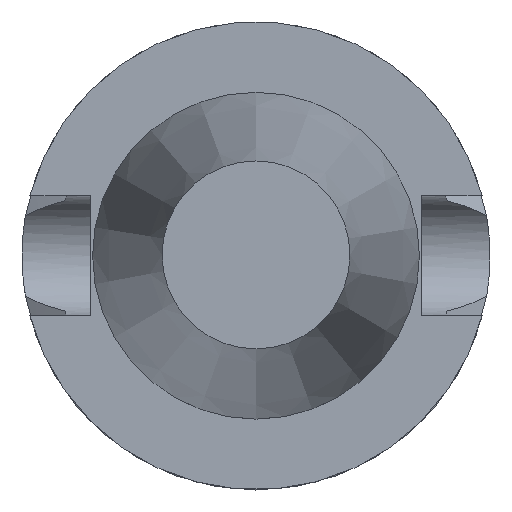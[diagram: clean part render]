
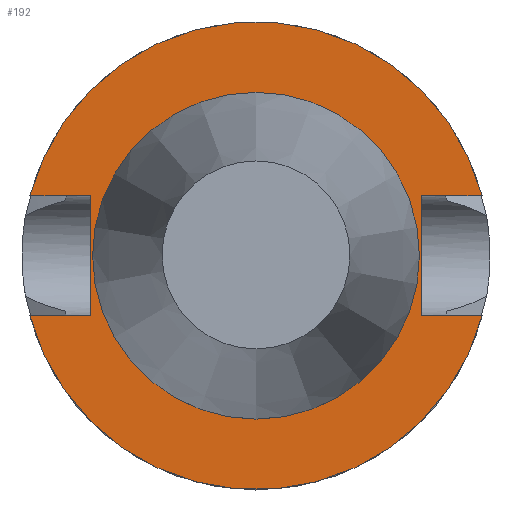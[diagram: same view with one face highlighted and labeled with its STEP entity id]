
A CAD part, top view. The second image highlights one B-rep face of the part: STEP entity #192.
In plain terms, the highlighted planar face has unit normal (0, 0, 1).
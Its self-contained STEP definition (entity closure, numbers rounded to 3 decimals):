
#130=EDGE_CURVE('240[2]',#377,#377,#378,.T.);
#147=EDGE_CURVE('240[2]',#405,#406,#407,.T.);
#160=EDGE_CURVE('240[2]',#427,#395,#428,.T.);
#162=EDGE_CURVE('240[2]',#406,#430,#431,.T.);
#192=ADVANCED_FACE('240[2]',(#474,#475),#476,.T.);
#210=EDGE_CURVE('240[2]',#502,#503,#504,.T.);
#237=EDGE_CURVE('240[2]',#395,#530,#543,.T.);
#248=EDGE_CURVE('240[2]',#503,#427,#557,.T.);
#273=EDGE_CURVE('240[2]',#430,#502,#587,.T.);
#277=EDGE_CURVE('240[2]',#530,#405,#591,.T.);
#377=VERTEX_POINT('',#715);
#378=CIRCLE('',#716,34.925);
#395=VERTEX_POINT('',#805);
#405=VERTEX_POINT('',#819);
#406=VERTEX_POINT('',#820);
#407=LINE('',#821,#822);
#427=VERTEX_POINT('',#846);
#428=LINE('',#847,#848);
#430=VERTEX_POINT('',#851);
#431=LINE('',#852,#853);
#474=FACE_OUTER_BOUND('',#936,.T.);
#475=FACE_BOUND('',#937,.T.);
#476=PLANE('',#938);
#502=VERTEX_POINT('',#973);
#503=VERTEX_POINT('',#974);
#504=LINE('',#975,#976);
#530=VERTEX_POINT('',#1019);
#543=CIRCLE('',#1048,50.0);
#557=LINE('',#1085,#1086);
#587=CIRCLE('',#1148,50.0);
#591=LINE('',#1155,#1156);
#715=CARTESIAN_POINT('',(0.,34.925,-1.5));
#716=AXIS2_PLACEMENT_3D('',#1421,#1422,#1423);
#805=CARTESIAN_POINT('',(48.321,12.85,-1.5));
#819=CARTESIAN_POINT('',(-35.4,12.85,-1.5));
#820=CARTESIAN_POINT('',(-35.4,-12.85,-1.5));
#821=CARTESIAN_POINT('',(-35.4,14.806,-1.5));
#822=VECTOR('',#1438,1.0);
#846=CARTESIAN_POINT('',(35.4,12.85,-1.5));
#847=CARTESIAN_POINT('',(17.7,12.85,-1.5));
#848=VECTOR('',#1457,1.0);
#851=CARTESIAN_POINT('',(-48.321,-12.85,-1.5));
#852=CARTESIAN_POINT('',(-17.7,-12.85,-1.5));
#853=VECTOR('',#1458,1.0);
#936=EDGE_LOOP('',(#1513,#1514,#1515,#1516,#1517,#1518,#1519,#1520));
#937=EDGE_LOOP('',(#1521));
#938=AXIS2_PLACEMENT_3D('',#1522,#1523,#1524);
#973=CARTESIAN_POINT('',(48.321,-12.85,-1.5));
#974=CARTESIAN_POINT('',(35.4,-12.85,-1.5));
#975=CARTESIAN_POINT('',(17.7,-12.85,-1.5));
#976=VECTOR('',#1554,1.0);
#1019=CARTESIAN_POINT('',(-48.321,12.85,-1.5));
#1048=AXIS2_PLACEMENT_3D('',#1600,#1601,#1602);
#1085=CARTESIAN_POINT('',(35.4,21.231,-1.5));
#1086=VECTOR('',#1615,1.0);
#1148=AXIS2_PLACEMENT_3D('',#1655,#1656,#1657);
#1155=CARTESIAN_POINT('',(-17.7,12.85,-1.5));
#1156=VECTOR('',#1659,1.0);
#1421=CARTESIAN_POINT('',(0.,0.,-1.5));
#1422=DIRECTION('',(0.,0.,1.0));
#1423=DIRECTION('',(0.,1.0,0.));
#1438=DIRECTION('',(0.0,-1.0,0.));
#1457=DIRECTION('',(1.0,0.0,0.));
#1458=DIRECTION('',(-1.0,0.0,0.));
#1513=ORIENTED_EDGE('',*,*,#162,.T.);
#1514=ORIENTED_EDGE('',*,*,#273,.T.);
#1515=ORIENTED_EDGE('',*,*,#210,.T.);
#1516=ORIENTED_EDGE('',*,*,#248,.T.);
#1517=ORIENTED_EDGE('',*,*,#160,.T.);
#1518=ORIENTED_EDGE('',*,*,#237,.T.);
#1519=ORIENTED_EDGE('',*,*,#277,.T.);
#1520=ORIENTED_EDGE('',*,*,#147,.T.);
#1521=ORIENTED_EDGE('',*,*,#130,.F.);
#1522=CARTESIAN_POINT('',(0.,42.463,-1.5));
#1523=DIRECTION('',(0.,0.,1.0));
#1524=DIRECTION('',(0.,1.0,0.));
#1554=DIRECTION('',(-1.0,0.0,0.));
#1600=CARTESIAN_POINT('',(0.,0.,-1.5));
#1601=DIRECTION('',(0.,0.,1.0));
#1602=DIRECTION('',(0.,1.0,0.));
#1615=DIRECTION('',(0.0,1.0,0.));
#1655=CARTESIAN_POINT('',(0.,0.,-1.5));
#1656=DIRECTION('',(0.,0.,1.0));
#1657=DIRECTION('',(0.,1.0,0.));
#1659=DIRECTION('',(1.0,0.0,0.));
